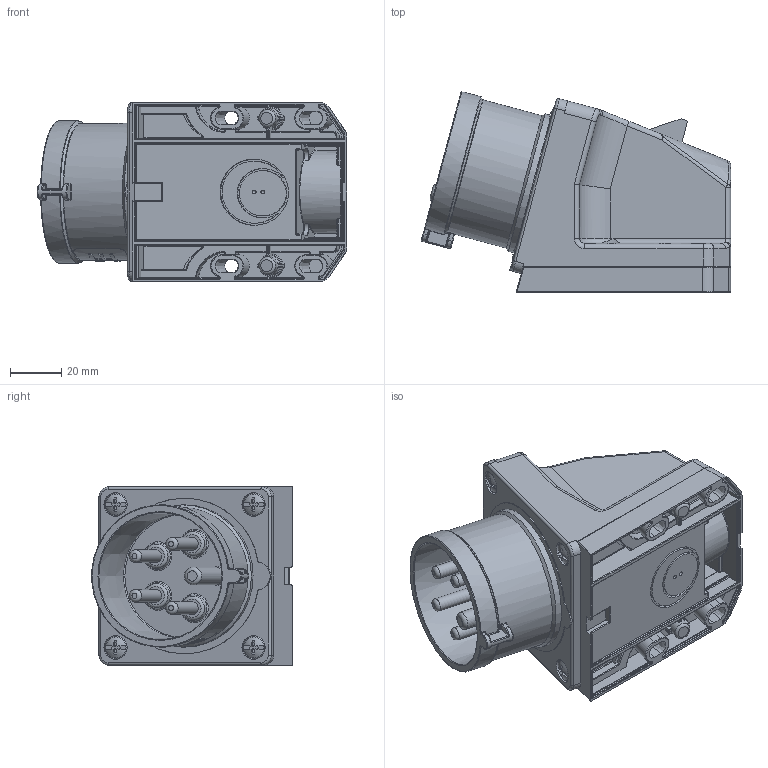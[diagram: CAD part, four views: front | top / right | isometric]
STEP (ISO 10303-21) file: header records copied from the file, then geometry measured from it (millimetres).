
FILE_DESCRIPTION (( 'STEP AP203' ), '1' );
FILE_NAME ('515-6.STEP', '2017-11-23T12:49:26', ( '' ), ( '' ), 'SwSTEP 2.0', 'SolidWorks 2016', '' );
FILE_SCHEMA (( 'CONFIG_CONTROL_DESIGN' ));
Length unit declared in the file: millimetre
Products named in the file (1): 515-6
Bounding box: 121.23 x 78.5 x 70.5 mm (x, y, z)
Volume: 287958.9 mm3; surface area: 56667.1 mm2
Topology: 1 solids, 5 shells, 1206 faces, 3041 edges, 1861 vertices
Faces by surface type: plane 488, cylinder 361, bspline 174, torus 104, sphere 44, cone 35
Full cylindrical faces by diameter (mm): 5 x4, 6.7 x2, 7 x1, 8.5 x2, 9.4 x4, 10.5 x2, 17.8 x1, 25 x1, 25.929 x1, 53.727 x1, 55.8 x1
Entity records: 48127 total; most frequent: CARTESIAN_POINT 22294, ORIENTED_EDGE 5778, DIRECTION 4839, EDGE_CURVE 2889, VERTEX_POINT 1817, AXIS2_PLACEMENT_3D 1745, VECTOR 1349, LINE 1349
